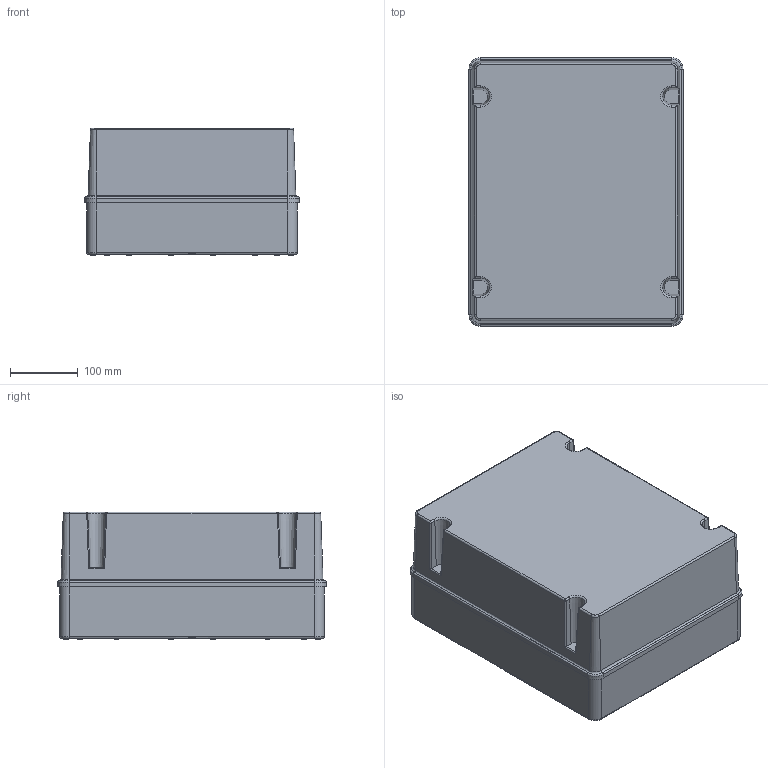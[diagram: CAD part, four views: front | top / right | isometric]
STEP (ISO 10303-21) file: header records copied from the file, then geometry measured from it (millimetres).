
FILE_DESCRIPTION((''),'2;1');
FILE_NAME('GW44220_ASM','2020-07-23T23:21:21',('user'),('Technoprobe spa'),'CREO PARAMETRIC BY PTC INC, 2019471','CREO PARAMETRIC BY PTC INC, 2019471','');
FILE_SCHEMA(('CONFIG_CONTROL_DESIGN'));
Length unit declared in the file: millimetre
Products named in the file (3): 55910533A2XX_TAB_COPERCHIO_ALTO; PARTBODY_1_210220; GW44220_ASM
Assembly tree (2 placements, depth 2):
  GW44220_ASM
    55910533A2XX_TAB_COPERCHIO_ALTO
    PARTBODY_1_210220
Bounding box: 315.6 x 395.6 x 188 mm (x, y, z)
Volume: 1729708.3 mm3; surface area: 1120788.6 mm2
Topology: 2 solids, 2 shells, 1650 faces, 4448 edges, 2908 vertices
Faces by surface type: plane 1150, cylinder 236, cone 196, torus 60, bspline 8
Entity records: 53246 total; most frequent: CARTESIAN_POINT 11663, ORIENTED_EDGE 8880, DIRECTION 8182, EDGE_CURVE 4440, VECTOR 3468, LINE 3468, VERTEX_POINT 2908, AXIS2_PLACEMENT_3D 2357
